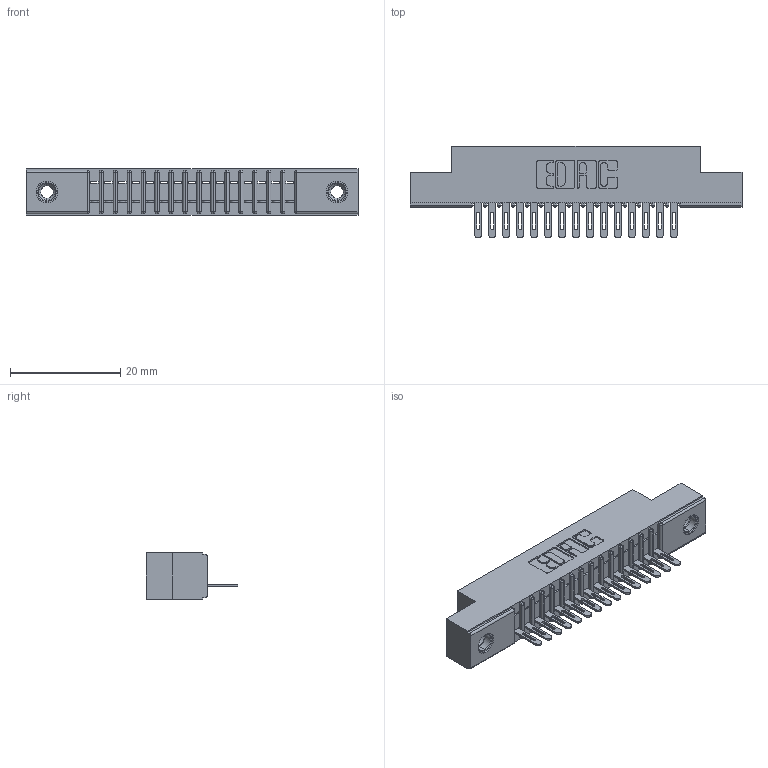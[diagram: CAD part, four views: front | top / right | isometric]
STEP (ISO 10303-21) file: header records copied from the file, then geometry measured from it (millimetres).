
FILE_DESCRIPTION (( 'STEP AP203' ), '1' );
FILE_NAME ('341-015-500-108.STEP', '2018-08-06T15:23:50', ( '' ), ( '' ), 'SwSTEP 2.0', 'SolidWorks 2016', '' );
FILE_SCHEMA (( 'CONFIG_CONTROL_DESIGN' ));
Length unit declared in the file: inch
Products named in the file (4): 341 Part_.156 (3.96) Dia Mounting Holes; 341-292-001_341-292-100; 345-250-001_345-250-003-102; 341-015-500-108
Assembly tree (18 placements, depth 2):
  341-015-500-108
    341 Part_.156 (3.96) Dia Mounting Holes
    341-292-001_341-292-100  x15
    345-250-001_345-250-003-102  x2
Bounding box: 60.33 x 16.69 x 8.38 mm (x, y, z)
Volume: 3359 mm3; surface area: 5990.9 mm2
Topology: 18 solids, 18 shells, 1406 faces, 4007 edges, 2570 vertices
Faces by surface type: plane 835, cylinder 495, sphere 32, torus 32, cone 12
Entity records: 22463 total; most frequent: CARTESIAN_POINT 3781, ORIENTED_EDGE 3762, DIRECTION 3687, EDGE_CURVE 1881, VECTOR 1483, LINE 1483, VERTEX_POINT 1196, AXIS2_PLACEMENT_3D 1102
